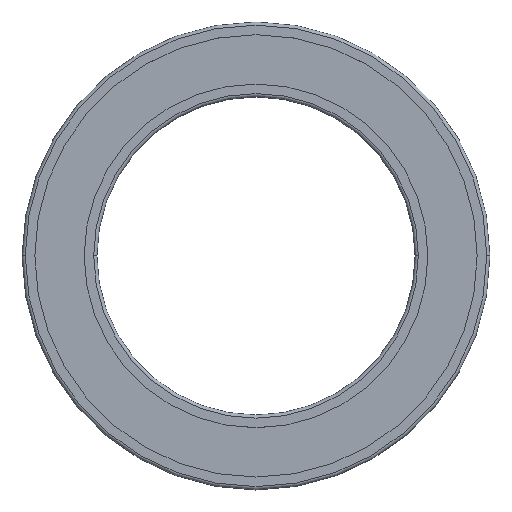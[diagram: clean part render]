
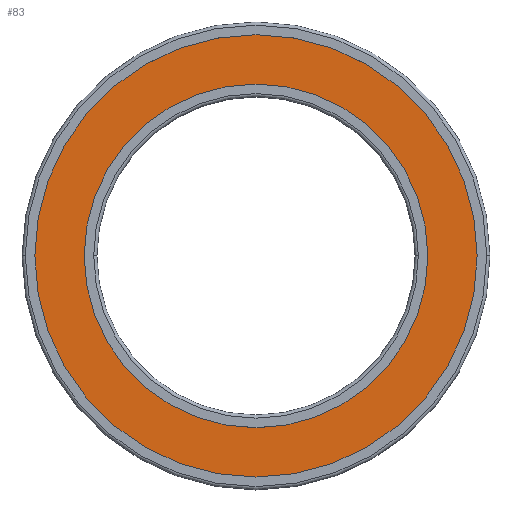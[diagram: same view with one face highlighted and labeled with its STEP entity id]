
A CAD part, top view. The second image highlights one B-rep face of the part: STEP entity #83.
In plain terms, the highlighted planar face has unit normal (0, 0, 1).
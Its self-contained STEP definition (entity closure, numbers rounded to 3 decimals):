
#11 = CARTESIAN_POINT ( 'NONE',  ( -5.4, 0., 2. ) ) ;
#25 = EDGE_LOOP ( 'NONE', ( #86, #370 ) ) ;
#35 = VERTEX_POINT ( 'NONE', #670 ) ;
#37 = VERTEX_POINT ( 'NONE', #452 ) ;
#51 = DIRECTION ( 'NONE',  ( 0., 0., 1. ) ) ;
#83 = ADVANCED_FACE ( 'NONE', ( #397, #552 ), #625, .F. ) ;
#86 = ORIENTED_EDGE ( 'NONE', *, *, #595, .T. ) ;
#107 = DIRECTION ( 'NONE',  ( 0., 0., -1. ) ) ;
#108 = CARTESIAN_POINT ( 'NONE',  ( 5.4, 0., 2. ) ) ;
#139 = AXIS2_PLACEMENT_3D ( 'NONE', #453, #280, #503 ) ;
#140 = EDGE_LOOP ( 'NONE', ( #600, #380 ) ) ;
#174 = AXIS2_PLACEMENT_3D ( 'NONE', #686, #180, #404 ) ;
#180 = DIRECTION ( 'NONE',  ( 0., 0., 1. ) ) ;
#211 = AXIS2_PLACEMENT_3D ( 'NONE', #557, #51, #399 ) ;
#223 = CIRCLE ( 'NONE', #724, 5.4 ) ;
#280 = DIRECTION ( 'NONE',  ( 0., 0., 1. ) ) ;
#347 = DIRECTION ( 'NONE',  ( -1., 0., 0. ) ) ;
#357 = AXIS2_PLACEMENT_3D ( 'NONE', #494, #107, #347 ) ;
#360 = CARTESIAN_POINT ( 'NONE',  ( 0., 0., 2. ) ) ;
#370 = ORIENTED_EDGE ( 'NONE', *, *, #540, .T. ) ;
#380 = ORIENTED_EDGE ( 'NONE', *, *, #702, .F. ) ;
#397 = FACE_BOUND ( 'NONE', #140, .T. ) ;
#399 = DIRECTION ( 'NONE',  ( 1., 0., 0. ) ) ;
#404 = DIRECTION ( 'NONE',  ( 1., 0., 0. ) ) ;
#452 = CARTESIAN_POINT ( 'NONE',  ( -6.95, 0., 2. ) ) ;
#453 = CARTESIAN_POINT ( 'NONE',  ( 0., 0., 2. ) ) ;
#455 = CIRCLE ( 'NONE', #139, 5.4 ) ;
#462 = DIRECTION ( 'NONE',  ( 1., 0., 0. ) ) ;
#468 = CIRCLE ( 'NONE', #211, 6.95 ) ;
#489 = CIRCLE ( 'NONE', #174, 6.95 ) ;
#494 = CARTESIAN_POINT ( 'NONE',  ( 0., 5.4, 2. ) ) ;
#503 = DIRECTION ( 'NONE',  ( 1., 0., 0. ) ) ;
#532 = VERTEX_POINT ( 'NONE', #108 ) ;
#540 = EDGE_CURVE ( 'NONE', #37, #35, #468, .T. ) ;
#550 = EDGE_CURVE ( 'NONE', #532, #588, #455, .T. ) ;
#552 = FACE_OUTER_BOUND ( 'NONE', #25, .T. ) ;
#557 = CARTESIAN_POINT ( 'NONE',  ( 0., 0., 2. ) ) ;
#588 = VERTEX_POINT ( 'NONE', #11 ) ;
#589 = DIRECTION ( 'NONE',  ( 0., 0., 1. ) ) ;
#595 = EDGE_CURVE ( 'NONE', #35, #37, #489, .T. ) ;
#600 = ORIENTED_EDGE ( 'NONE', *, *, #550, .F. ) ;
#625 = PLANE ( 'NONE',  #357 ) ;
#670 = CARTESIAN_POINT ( 'NONE',  ( 6.95, 0., 2. ) ) ;
#686 = CARTESIAN_POINT ( 'NONE',  ( 0., 0., 2. ) ) ;
#702 = EDGE_CURVE ( 'NONE', #588, #532, #223, .T. ) ;
#724 = AXIS2_PLACEMENT_3D ( 'NONE', #360, #589, #462 ) ;
